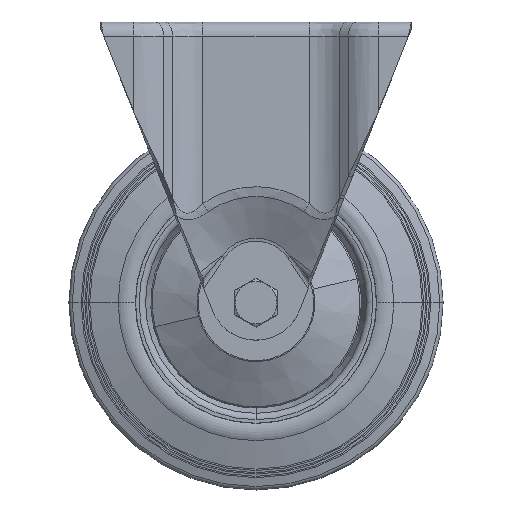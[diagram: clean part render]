
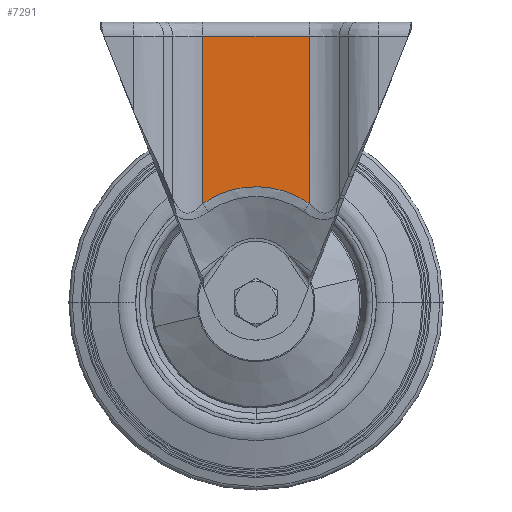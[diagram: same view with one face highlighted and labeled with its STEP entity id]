
A CAD part, top view. The second image highlights one B-rep face of the part: STEP entity #7291.
In plain terms, the highlighted planar face has unit normal (0, 0, 1).
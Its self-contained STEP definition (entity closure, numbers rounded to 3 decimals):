
#3363 = ORIENTED_EDGE ( 'NONE', *, *, #7614, .T. ) ;
#3364 = ORIENTED_EDGE ( 'NONE', *, *, #7615, .F. ) ;
#3365 = ORIENTED_EDGE ( 'NONE', *, *, #7624, .T. ) ;
#3366 = ORIENTED_EDGE ( 'NONE', *, *, #4272, .T. ) ;
#4272 = EDGE_CURVE ( 'NONE', #19521, #19511, #10462, .T. ) ;
#5418 = LINE ( 'NONE', #5926, #5426 ) ;
#5424 = LINE ( 'NONE', #5930, #5429 ) ;
#5426 = VECTOR ( 'NONE', #5924, 1000. ) ;
#5429 = VECTOR ( 'NONE', #5931, 1000. ) ;
#5444 = LINE ( 'NONE', #5950, #5448 ) ;
#5448 = VECTOR ( 'NONE', #5951, 1000. ) ;
#5924 = DIRECTION ( 'NONE',  ( 0., 1., 0. ) ) ;
#5926 = CARTESIAN_POINT ( 'NONE',  ( -4.765, -27.63, 42.5 ) ) ;
#5930 = CARTESIAN_POINT ( 'NONE',  ( -79.765, 102.37, 42.5 ) ) ;
#5931 = DIRECTION ( 'NONE',  ( 1., 0., 0. ) ) ;
#5950 = CARTESIAN_POINT ( 'NONE',  ( -50.283, -27.63, 42.5 ) ) ;
#5951 = DIRECTION ( 'NONE',  ( 0., -1., 0. ) ) ;
#6641 = AXIS2_PLACEMENT_3D ( 'NONE', #9524, #9540, #9542 ) ;
#7291 = ADVANCED_FACE ( 'NONE', ( #11885 ), #9534, .T. ) ;
#7614 = EDGE_CURVE ( 'NONE', #19511, #15955, #5418, .T. ) ;
#7615 = EDGE_CURVE ( 'NONE', #15965, #15955, #5424, .T. ) ;
#7624 = EDGE_CURVE ( 'NONE', #15965, #19521, #5444, .T. ) ;
#9524 = CARTESIAN_POINT ( 'NONE',  ( -4.765, -27.63, 42.5 ) ) ;
#9534 = PLANE ( 'NONE',  #6641 ) ;
#9540 = DIRECTION ( 'NONE',  ( 0., 0., 1. ) ) ;
#9542 = DIRECTION ( 'NONE',  ( 1., 0., 0. ) ) ;
#9833 = CARTESIAN_POINT ( 'NONE',  ( -50.283, 102.37, 42.5 ) ) ;
#9836 = CARTESIAN_POINT ( 'NONE',  ( -4.765, 102.37, 42.5 ) ) ;
#10462 = B_SPLINE_CURVE_WITH_KNOTS ( 'NONE', 3,
 ( #17982, #17981, #17987, #17988, #17989, #17990, #17991, #17992, #17993, #17994, #17995, #17996, #17997, #17998, #17999, #18000, #18001, #18002, #18003, #18004, #18005, #18006, #18007, #18008, #18009, #18010, #18011, #18012, #18013, #18014, #18015, #18016, #18017, #18018, #18019, #18020, #18021, #18022, #18023, #18024, #18025, #18026, #18027, #18028, #18029, #18030, #18031, #18032, #18033, #18034, #18035, #18036 ),
 .UNSPECIFIED., .F., .F.,
 ( 4, 1, 1, 1, 1, 2, 2, 1, 1, 1, 1, 2, 2, 1, 1, 1, 2, 2, 2, 1, 1, 1, 2, 2, 1, 1, 1, 1, 2, 2, 1, 1, 1, 1, 2, 2, 4 ),
 ( 0., 0.062, 0.094, 0.109, 0.117, 0.121, 0.125, 0.187, 0.219, 0.234, 0.242, 0.246, 0.25, 0.312, 0.344, 0.359, 0.367, 0.375, 0.5, 0.562, 0.594, 0.609, 0.617, 0.625, 0.687, 0.719, 0.734, 0.742, 0.746, 0.75, 0.812, 0.844, 0.859, 0.867, 0.871, 0.875, 1. ),
 .UNSPECIFIED. ) ;
#11369 = CARTESIAN_POINT ( 'NONE',  ( -4.765, 30.764, 42.5 ) ) ;
#11379 = CARTESIAN_POINT ( 'NONE',  ( -50.283, 30.764, 42.5 ) ) ;
#11885 = FACE_OUTER_BOUND ( 'NONE', #21697, .T. ) ;
#15955 = VERTEX_POINT ( 'NONE', #9836 ) ;
#15965 = VERTEX_POINT ( 'NONE', #9833 ) ;
#17981 = CARTESIAN_POINT ( 'NONE',  ( -49.488, 31.322, 42.5 ) ) ;
#17982 = CARTESIAN_POINT ( 'NONE',  ( -50.283, 30.764, 42.5 ) ) ;
#17987 = CARTESIAN_POINT ( 'NONE',  ( -48.27, 32.113, 42.5 ) ) ;
#17988 = CARTESIAN_POINT ( 'NONE',  ( -46.801, 32.955, 42.5 ) ) ;
#17989 = CARTESIAN_POINT ( 'NONE',  ( -46.054, 33.356, 42.5 ) ) ;
#17990 = CARTESIAN_POINT ( 'NONE',  ( -45.678, 33.552, 42.5 ) ) ;
#17991 = CARTESIAN_POINT ( 'NONE',  ( -45.516, 33.635, 42.5 ) ) ;
#17992 = CARTESIAN_POINT ( 'NONE',  ( -45.408, 33.69, 42.5 ) ) ;
#17993 = CARTESIAN_POINT ( 'NONE',  ( -45.356, 33.716, 42.5 ) ) ;
#17994 = CARTESIAN_POINT ( 'NONE',  ( -44.401, 34.196, 42.5 ) ) ;
#17995 = CARTESIAN_POINT ( 'NONE',  ( -43.032, 34.82, 42.5 ) ) ;
#17996 = CARTESIAN_POINT ( 'NONE',  ( -41.397, 35.455, 42.5 ) ) ;
#17997 = CARTESIAN_POINT ( 'NONE',  ( -40.569, 35.75, 42.5 ) ) ;
#17998 = CARTESIAN_POINT ( 'NONE',  ( -40.153, 35.891, 42.5 ) ) ;
#17999 = CARTESIAN_POINT ( 'NONE',  ( -39.974, 35.951, 42.5 ) ) ;
#18000 = CARTESIAN_POINT ( 'NONE',  ( -39.855, 35.99, 42.5 ) ) ;
#18001 = CARTESIAN_POINT ( 'NONE',  ( -39.797, 36.009, 42.5 ) ) ;
#18002 = CARTESIAN_POINT ( 'NONE',  ( -38.756, 36.347, 42.5 ) ) ;
#18003 = CARTESIAN_POINT ( 'NONE',  ( -37.272, 36.765, 42.5 ) ) ;
#18004 = CARTESIAN_POINT ( 'NONE',  ( -35.516, 37.15, 42.5 ) ) ;
#18005 = CARTESIAN_POINT ( 'NONE',  ( -34.632, 37.318, 42.5 ) ) ;
#18006 = CARTESIAN_POINT ( 'NONE',  ( -34.251, 37.384, 42.5 ) ) ;
#18007 = CARTESIAN_POINT ( 'NONE',  ( -33.997, 37.427, 42.5 ) ) ;
#18008 = CARTESIAN_POINT ( 'NONE',  ( -33.872, 37.447, 42.5 ) ) ;
#18009 = CARTESIAN_POINT ( 'NONE',  ( -31.683, 37.796, 42.5 ) ) ;
#18010 = CARTESIAN_POINT ( 'NONE',  ( -29.609, 37.959, 42.5 ) ) ;
#18011 = CARTESIAN_POINT ( 'NONE',  ( -26.481, 37.959, 42.5 ) ) ;
#18012 = CARTESIAN_POINT ( 'NONE',  ( -24.921, 37.898, 42.5 ) ) ;
#18013 = CARTESIAN_POINT ( 'NONE',  ( -23.11, 37.719, 42.5 ) ) ;
#18014 = CARTESIAN_POINT ( 'NONE',  ( -22.206, 37.602, 42.5 ) ) ;
#18015 = CARTESIAN_POINT ( 'NONE',  ( -21.819, 37.547, 42.5 ) ) ;
#18016 = CARTESIAN_POINT ( 'NONE',  ( -21.562, 37.508, 42.5 ) ) ;
#18017 = CARTESIAN_POINT ( 'NONE',  ( -21.431, 37.488, 42.5 ) ) ;
#18018 = CARTESIAN_POINT ( 'NONE',  ( -20.287, 37.306, 42.5 ) ) ;
#18019 = CARTESIAN_POINT ( 'NONE',  ( -18.775, 37.005, 42.5 ) ) ;
#18020 = CARTESIAN_POINT ( 'NONE',  ( -17.035, 36.551, 42.5 ) ) ;
#18021 = CARTESIAN_POINT ( 'NONE',  ( -16.171, 36.299, 42.5 ) ) ;
#18022 = CARTESIAN_POINT ( 'NONE',  ( -15.741, 36.166, 42.5 ) ) ;
#18023 = CARTESIAN_POINT ( 'NONE',  ( -15.557, 36.108, 42.5 ) ) ;
#18024 = CARTESIAN_POINT ( 'NONE',  ( -15.434, 36.069, 42.5 ) ) ;
#18025 = CARTESIAN_POINT ( 'NONE',  ( -15.371, 36.048, 42.5 ) ) ;
#18026 = CARTESIAN_POINT ( 'NONE',  ( -14.355, 35.719, 42.5 ) ) ;
#18027 = CARTESIAN_POINT ( 'NONE',  ( -12.943, 35.201, 42.5 ) ) ;
#18028 = CARTESIAN_POINT ( 'NONE',  ( -11.333, 34.503, 42.5 ) ) ;
#18029 = CARTESIAN_POINT ( 'NONE',  ( -10.537, 34.132, 42.5 ) ) ;
#18030 = CARTESIAN_POINT ( 'NONE',  ( -10.141, 33.94, 42.5 ) ) ;
#18031 = CARTESIAN_POINT ( 'NONE',  ( -9.972, 33.856, 42.5 ) ) ;
#18032 = CARTESIAN_POINT ( 'NONE',  ( -9.86, 33.801, 42.5 ) ) ;
#18033 = CARTESIAN_POINT ( 'NONE',  ( -9.802, 33.772, 42.5 ) ) ;
#18034 = CARTESIAN_POINT ( 'NONE',  ( -8.014, 32.873, 42.5 ) ) ;
#18035 = CARTESIAN_POINT ( 'NONE',  ( -6.353, 31.88, 42.5 ) ) ;
#18036 = CARTESIAN_POINT ( 'NONE',  ( -4.765, 30.764, 42.5 ) ) ;
#19511 = VERTEX_POINT ( 'NONE', #11369 ) ;
#19521 = VERTEX_POINT ( 'NONE', #11379 ) ;
#21697 = EDGE_LOOP ( 'NONE', ( #3363, #3364, #3365, #3366 ) ) ;
